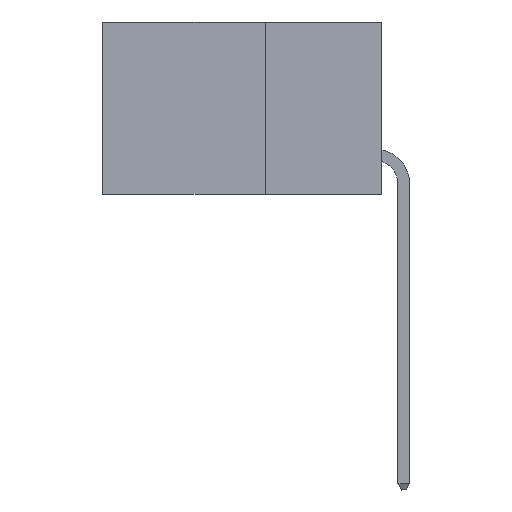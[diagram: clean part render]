
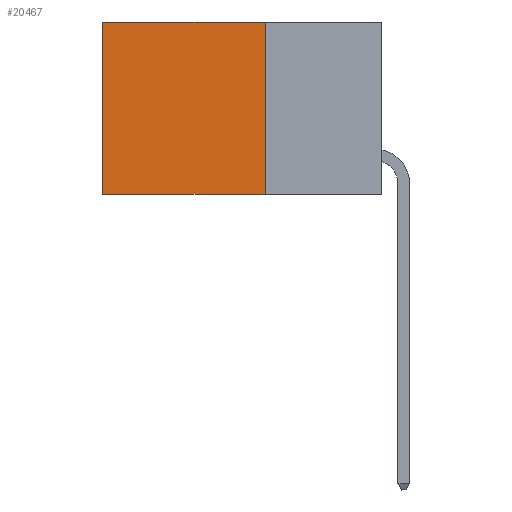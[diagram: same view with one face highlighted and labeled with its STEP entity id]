
A CAD part, left-side view. The second image highlights one B-rep face of the part: STEP entity #20467.
In plain terms, the highlighted planar face has unit normal (-1, 0, 0).
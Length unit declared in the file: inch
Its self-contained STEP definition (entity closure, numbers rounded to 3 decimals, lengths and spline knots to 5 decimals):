
#569 = CARTESIAN_POINT ( 'NONE',  ( 0.2875, 0.25, 0. ) ) ;
#1896 = DIRECTION ( 'NONE',  ( 0., 0., -1. ) ) ;
#2144 = VECTOR ( 'NONE', #11182, 39.37008 ) ;
#2714 = VERTEX_POINT ( 'NONE', #26926 ) ;
#2775 = VERTEX_POINT ( 'NONE', #16251 ) ;
#3299 = DIRECTION ( 'NONE',  ( 0., 1., 0. ) ) ;
#3810 = ORIENTED_EDGE ( 'NONE', *, *, #25638, .F. ) ;
#4389 = EDGE_LOOP ( 'NONE', ( #22152, #3810, #25272, #7985 ) ) ;
#5949 = VERTEX_POINT ( 'NONE', #6964 ) ;
#6964 = CARTESIAN_POINT ( 'NONE',  ( 0.2875, 0.6, -0.37 ) ) ;
#7985 = ORIENTED_EDGE ( 'NONE', *, *, #15891, .T. ) ;
#9140 = DIRECTION ( 'NONE',  ( 0., 0., -1. ) ) ;
#9612 = VECTOR ( 'NONE', #3299, 39.37008 ) ;
#10726 = CARTESIAN_POINT ( 'NONE',  ( 0.2875, 0.25, 0. ) ) ;
#10916 = LINE ( 'NONE', #10726, #23017 ) ;
#11182 = DIRECTION ( 'NONE',  ( 0., 1., 0. ) ) ;
#13059 = AXIS2_PLACEMENT_3D ( 'NONE', #569, #27101, #9140 ) ;
#13207 = CARTESIAN_POINT ( 'NONE',  ( 0.2875, 0.6, 0. ) ) ;
#13285 = CARTESIAN_POINT ( 'NONE',  ( 0.2875, 0.25, -0.37 ) ) ;
#14554 = VECTOR ( 'NONE', #15066, 39.37008 ) ;
#15066 = DIRECTION ( 'NONE',  ( 0., 0., -1. ) ) ;
#15891 = EDGE_CURVE ( 'NONE', #2714, #21037, #17534, .T. ) ;
#16251 = CARTESIAN_POINT ( 'NONE',  ( 0.2875, 0.25, -0.37 ) ) ;
#16579 = EDGE_CURVE ( 'NONE', #2714, #2775, #10916, .T. ) ;
#17534 = LINE ( 'NONE', #25118, #9612 ) ;
#18652 = EDGE_CURVE ( 'NONE', #21037, #5949, #27734, .T. ) ;
#20406 = LINE ( 'NONE', #13285, #2144 ) ;
#20467 = ADVANCED_FACE ( 'NONE', ( #27281 ), #24655, .F. ) ;
#21037 = VERTEX_POINT ( 'NONE', #13207 ) ;
#22152 = ORIENTED_EDGE ( 'NONE', *, *, #18652, .T. ) ;
#23017 = VECTOR ( 'NONE', #1896, 39.37008 ) ;
#23766 = CARTESIAN_POINT ( 'NONE',  ( 0.2875, 0.6, 0. ) ) ;
#24655 = PLANE ( 'NONE',  #13059 ) ;
#25118 = CARTESIAN_POINT ( 'NONE',  ( 0.2875, 0.25, 0. ) ) ;
#25272 = ORIENTED_EDGE ( 'NONE', *, *, #16579, .F. ) ;
#25638 = EDGE_CURVE ( 'NONE', #2775, #5949, #20406, .T. ) ;
#26926 = CARTESIAN_POINT ( 'NONE',  ( 0.2875, 0.25, 0. ) ) ;
#27101 = DIRECTION ( 'NONE',  ( 1., 0., 0. ) ) ;
#27281 = FACE_OUTER_BOUND ( 'NONE', #4389, .T. ) ;
#27734 = LINE ( 'NONE', #23766, #14554 ) ;
